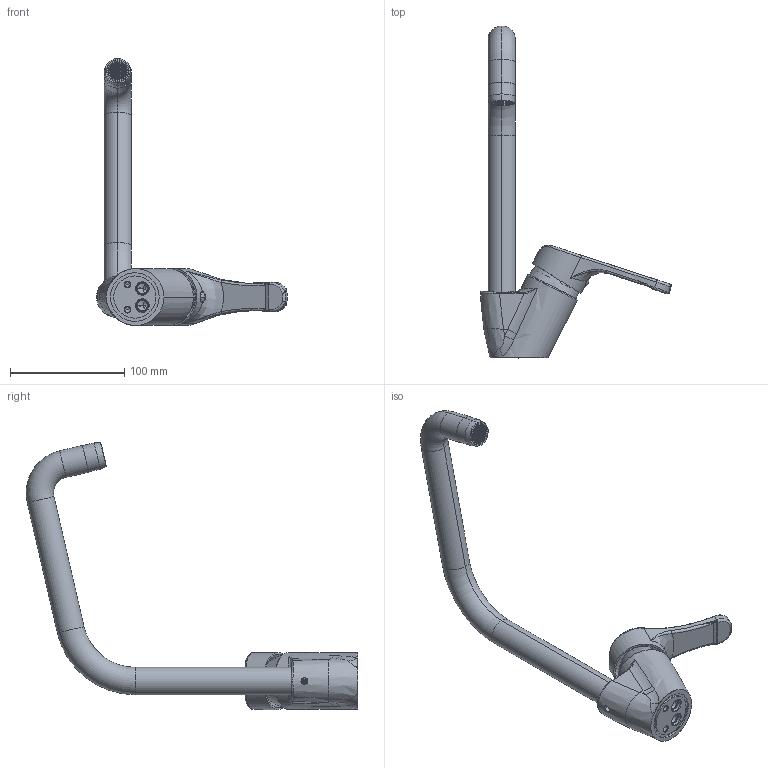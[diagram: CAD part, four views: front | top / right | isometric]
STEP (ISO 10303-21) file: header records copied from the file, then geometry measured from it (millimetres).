
FILE_DESCRIPTION((''),'2;1');
FILE_NAME('NT180CR','2021-04-14T08:00:34',('ut3'),('PAFFONI SpA'),'CREO PARAMETRIC BY PTC INC, 2020044','CREO PARAMETRIC BY PTC INC, 2020044','');
FILE_SCHEMA(('CONFIG_CONTROL_DESIGN','SHAPE_APPEARANCE_LAYERS_GROUPS'));
Length unit declared in the file: millimetre
Products named in the file (1): NT180CR
Bounding box: 167.28 x 290.55 x 234.03 mm (x, y, z)
Volume: 216709.8 mm3; surface area: 134063.9 mm2
Topology: 2 solids, 2 shells, 2771 faces, 7936 edges, 5124 vertices
Faces by surface type: plane 2000, cylinder 413, torus 129, cone 113, bspline 86, sphere 26, extrusion 4
Entity records: 113885 total; most frequent: CARTESIAN_POINT 30015, ORIENTED_EDGE 15806, DIRECTION 14773, EDGE_CURVE 7903, VERTEX_POINT 5124, VECTOR 5055, LINE 5051, AXIS2_PLACEMENT_3D 4859
